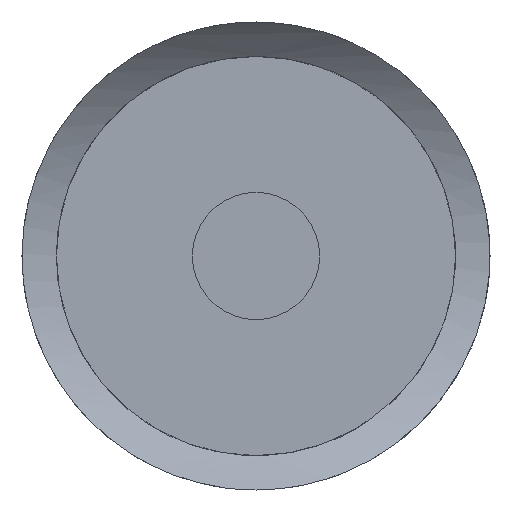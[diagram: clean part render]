
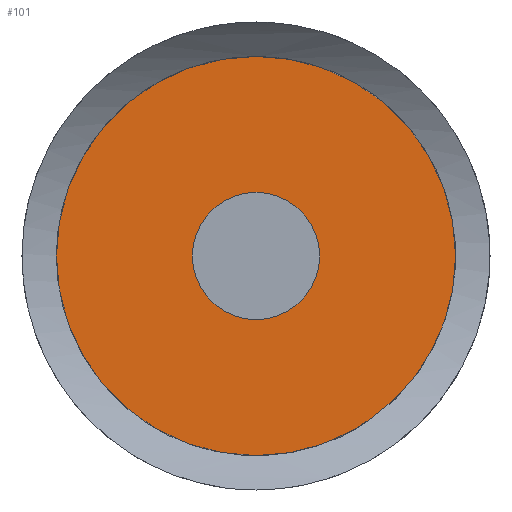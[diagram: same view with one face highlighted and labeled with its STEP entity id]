
A CAD part, left-side view. The second image highlights one B-rep face of the part: STEP entity #101.
In plain terms, the highlighted planar face has unit normal (-1, 0, 0).
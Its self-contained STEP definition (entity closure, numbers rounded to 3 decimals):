
#63=PLANE('',#399);
#101=ADVANCED_FACE('',(#149,#150),#63,.F.);
#134=CIRCLE('',#396,10.663);
#135=CIRCLE('',#398,3.4);
#149=FACE_BOUND('',#180,.T.);
#150=FACE_BOUND('',#181,.T.);
#180=EDGE_LOOP('',(#260));
#181=EDGE_LOOP('',(#261));
#260=ORIENTED_EDGE('',*,*,#333,.T.);
#261=ORIENTED_EDGE('',*,*,#332,.T.);
#292=VERTEX_POINT('',#5511);
#293=VERTEX_POINT('',#5514);
#332=EDGE_CURVE('',#292,#292,#134,.T.);
#333=EDGE_CURVE('',#293,#293,#135,.T.);
#396=AXIS2_PLACEMENT_3D('',#5510,#455,#456);
#398=AXIS2_PLACEMENT_3D('',#5513,#459,#460);
#399=AXIS2_PLACEMENT_3D('',#5515,#461,#462);
#455=DIRECTION('',(-1.,0.,0.));
#456=DIRECTION('',(0.,1.,0.));
#459=DIRECTION('',(1.,0.,0.));
#460=DIRECTION('',(0.,0.,-1.));
#461=DIRECTION('',(1.,0.,0.));
#462=DIRECTION('',(0.,0.,-1.));
#5510=CARTESIAN_POINT('',(1.,0.,0.));
#5511=CARTESIAN_POINT('',(1.,10.663,0.));
#5513=CARTESIAN_POINT('',(1.,0.,0.));
#5514=CARTESIAN_POINT('',(1.,0.,-3.4));
#5515=CARTESIAN_POINT('',(1.,0.,0.));
